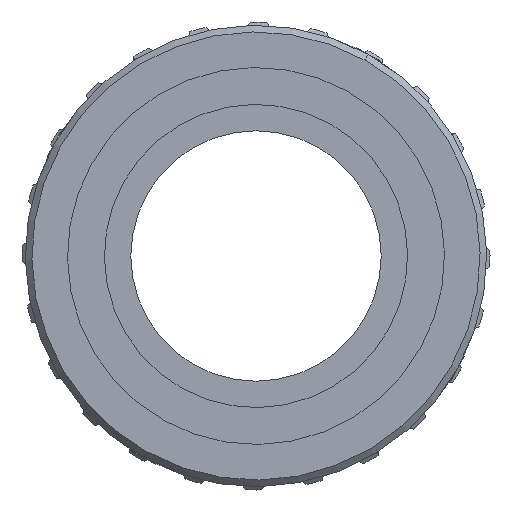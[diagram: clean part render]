
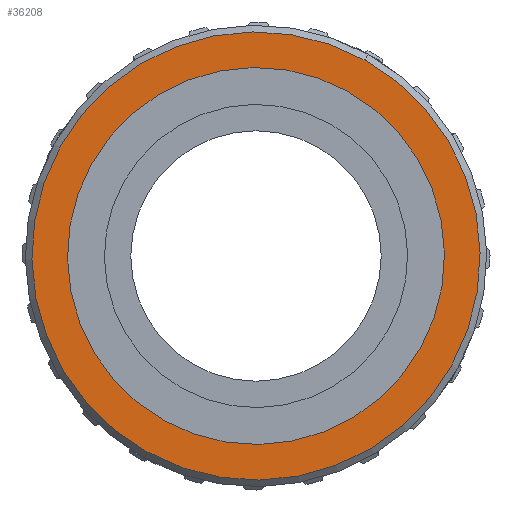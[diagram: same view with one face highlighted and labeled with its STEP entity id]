
A CAD part, front view. The second image highlights one B-rep face of the part: STEP entity #36208.
In plain terms, the highlighted planar face has unit normal (0, -1, 0).
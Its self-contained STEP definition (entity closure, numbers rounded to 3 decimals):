
#3526 = VERTEX_POINT ( 'NONE', #77532 ) ;
#11728 = EDGE_CURVE ( 'NONE', #14677, #88033, #67714, .T. ) ;
#14553 = DIRECTION ( 'NONE',  ( 0., -1., 0. ) ) ;
#14677 = VERTEX_POINT ( 'NONE', #41474 ) ;
#18716 = DIRECTION ( 'NONE',  ( 0., 1., 0. ) ) ;
#19078 = CARTESIAN_POINT ( 'NONE',  ( 17.5, -9.8, 0. ) ) ;
#19820 = FACE_OUTER_BOUND ( 'NONE', #107904, .T. ) ;
#24424 = EDGE_CURVE ( 'NONE', #88033, #14677, #98999, .T. ) ;
#24990 = ORIENTED_EDGE ( 'NONE', *, *, #24424, .T. ) ;
#27345 = DIRECTION ( 'NONE',  ( 0., 0., 1. ) ) ;
#29885 = AXIS2_PLACEMENT_3D ( 'NONE', #19078, #18716, #60368 ) ;
#31004 = AXIS2_PLACEMENT_3D ( 'NONE', #39169, #81170, #48297 ) ;
#36208 = ADVANCED_FACE ( 'NONE', ( #19820, #86506 ), #85217, .F. ) ;
#39169 = CARTESIAN_POINT ( 'NONE',  ( 0., -9.8, 0. ) ) ;
#40643 = DIRECTION ( 'NONE',  ( 0., 0., 1. ) ) ;
#40993 = CIRCLE ( 'NONE', #49140, 13.85 ) ;
#41474 = CARTESIAN_POINT ( 'NONE',  ( 0., -9.8, 17. ) ) ;
#41735 = CARTESIAN_POINT ( 'NONE',  ( 0., -9.8, 0. ) ) ;
#44882 = ORIENTED_EDGE ( 'NONE', *, *, #92937, .T. ) ;
#48297 = DIRECTION ( 'NONE',  ( 0., 0., 1. ) ) ;
#49140 = AXIS2_PLACEMENT_3D ( 'NONE', #41735, #50505, #40643 ) ;
#50505 = DIRECTION ( 'NONE',  ( 0., 1., 0. ) ) ;
#52229 = CARTESIAN_POINT ( 'NONE',  ( 0., -9.8, 0. ) ) ;
#56907 = CARTESIAN_POINT ( 'NONE',  ( 0., -9.8, -13.85 ) ) ;
#57845 = CIRCLE ( 'NONE', #73294, 13.85 ) ;
#59467 = EDGE_CURVE ( 'NONE', #91133, #3526, #57845, .T. ) ;
#60368 = DIRECTION ( 'NONE',  ( 0., 0., 1. ) ) ;
#64231 = EDGE_LOOP ( 'NONE', ( #44882, #67359 ) ) ;
#67359 = ORIENTED_EDGE ( 'NONE', *, *, #59467, .T. ) ;
#67714 = CIRCLE ( 'NONE', #31004, 17. ) ;
#73294 = AXIS2_PLACEMENT_3D ( 'NONE', #52229, #102311, #27345 ) ;
#77532 = CARTESIAN_POINT ( 'NONE',  ( 0., -9.8, 13.85 ) ) ;
#80194 = ORIENTED_EDGE ( 'NONE', *, *, #11728, .T. ) ;
#81008 = CARTESIAN_POINT ( 'NONE',  ( 0., -9.8, 0. ) ) ;
#81170 = DIRECTION ( 'NONE',  ( 0., -1., 0. ) ) ;
#85217 = PLANE ( 'NONE',  #29885 ) ;
#86506 = FACE_BOUND ( 'NONE', #64231, .T. ) ;
#88033 = VERTEX_POINT ( 'NONE', #94068 ) ;
#91133 = VERTEX_POINT ( 'NONE', #56907 ) ;
#92937 = EDGE_CURVE ( 'NONE', #3526, #91133, #40993, .T. ) ;
#94068 = CARTESIAN_POINT ( 'NONE',  ( 0., -9.8, -17. ) ) ;
#98588 = DIRECTION ( 'NONE',  ( 0., 0., 1. ) ) ;
#98999 = CIRCLE ( 'NONE', #101805, 17. ) ;
#101805 = AXIS2_PLACEMENT_3D ( 'NONE', #81008, #14553, #98588 ) ;
#102311 = DIRECTION ( 'NONE',  ( 0., 1., 0. ) ) ;
#107904 = EDGE_LOOP ( 'NONE', ( #80194, #24990 ) ) ;
